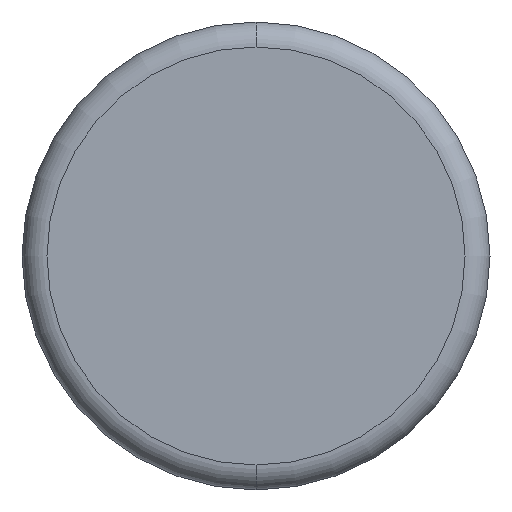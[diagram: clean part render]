
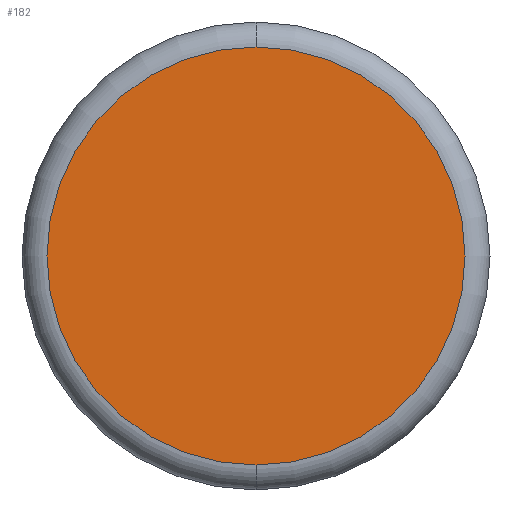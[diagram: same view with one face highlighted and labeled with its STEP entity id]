
A CAD part, front view. The second image highlights one B-rep face of the part: STEP entity #182.
In plain terms, the highlighted planar face has unit normal (0, -1, 0).
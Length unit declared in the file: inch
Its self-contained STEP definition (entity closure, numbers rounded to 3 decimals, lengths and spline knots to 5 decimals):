
#19 = AXIS2_PLACEMENT_3D ( 'NONE', #373, #231, #37 ) ;
#22 = CARTESIAN_POINT ( 'NONE',  ( 0., 0., 0.1675 ) ) ;
#26 = CIRCLE ( 'NONE', #19, 0.1675 ) ;
#28 = FACE_OUTER_BOUND ( 'NONE', #536, .T. ) ;
#37 = DIRECTION ( 'NONE',  ( 0., 0., -1. ) ) ;
#41 = VERTEX_POINT ( 'NONE', #22 ) ;
#48 = EDGE_CURVE ( 'NONE', #415, #41, #328, .T. ) ;
#105 = DIRECTION ( 'NONE',  ( 0., 0., -1. ) ) ;
#141 = DIRECTION ( 'NONE',  ( 0., -1., 0. ) ) ;
#153 = DIRECTION ( 'NONE',  ( 0., -1., 0. ) ) ;
#175 = CARTESIAN_POINT ( 'NONE',  ( 0., 0., -0.1675 ) ) ;
#182 = ADVANCED_FACE ( 'NONE', ( #28 ), #447, .T. ) ;
#200 = EDGE_CURVE ( 'NONE', #41, #415, #26, .T. ) ;
#216 = AXIS2_PLACEMENT_3D ( 'NONE', #455, #153, #413 ) ;
#231 = DIRECTION ( 'NONE',  ( 0., -1., 0. ) ) ;
#259 = CARTESIAN_POINT ( 'NONE',  ( 0., 0., 0. ) ) ;
#281 = ORIENTED_EDGE ( 'NONE', *, *, #200, .T. ) ;
#286 = AXIS2_PLACEMENT_3D ( 'NONE', #259, #141, #105 ) ;
#320 = ORIENTED_EDGE ( 'NONE', *, *, #48, .T. ) ;
#328 = CIRCLE ( 'NONE', #286, 0.1675 ) ;
#373 = CARTESIAN_POINT ( 'NONE',  ( 0., 0., 0. ) ) ;
#413 = DIRECTION ( 'NONE',  ( 0., 0., -1. ) ) ;
#415 = VERTEX_POINT ( 'NONE', #175 ) ;
#447 = PLANE ( 'NONE',  #216 ) ;
#455 = CARTESIAN_POINT ( 'NONE',  ( 0., 0., 0. ) ) ;
#536 = EDGE_LOOP ( 'NONE', ( #320, #281 ) ) ;
